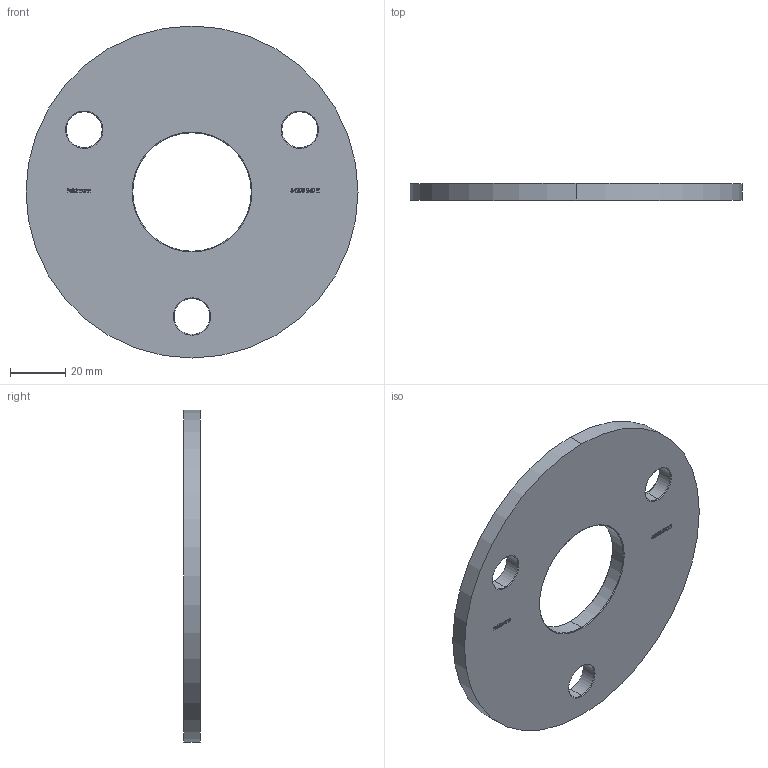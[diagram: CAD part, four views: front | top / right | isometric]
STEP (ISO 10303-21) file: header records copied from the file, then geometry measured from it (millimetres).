
FILE_DESCRIPTION (( 'STEP AP203' ), '1' );
FILE_NAME ('54200-240-R.step', '2020-10-21T11:02:56', ( '' ), ( '' ), 'SwSTEP 2.0', 'SolidWorks 2018', '' );
FILE_SCHEMA (( 'CONFIG_CONTROL_DESIGN' ));
Length unit declared in the file: millimetre
Products named in the file (2): 54200-240-R
Bounding box: 120 x 6 x 120 mm (x, y, z)
Volume: 56820 mm3; surface area: 22685.5 mm2
Topology: 1 solids, 1 shells, 273 faces, 713 edges, 470 vertices
Faces by surface type: plane 147, bspline 100, cone 16, cylinder 10
Entity records: 14362 total; most frequent: CARTESIAN_POINT 8134, ORIENTED_EDGE 1426, DIRECTION 899, EDGE_CURVE 713, VECTOR 477, LINE 477, VERTEX_POINT 470, EDGE_LOOP 309
